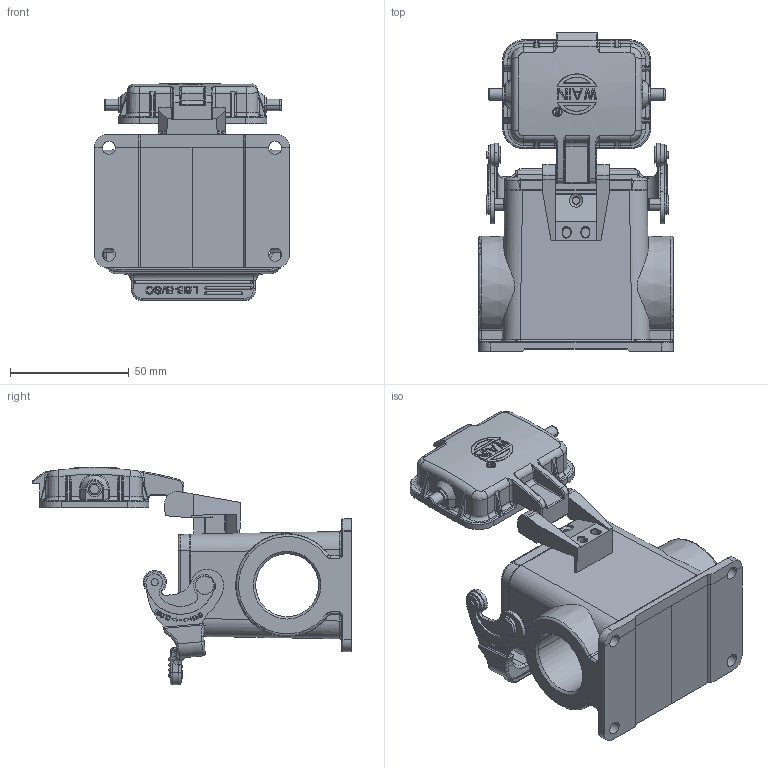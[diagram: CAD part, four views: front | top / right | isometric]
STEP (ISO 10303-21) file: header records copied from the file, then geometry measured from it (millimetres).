
FILE_DESCRIPTION(/* description */ (''),/* implementation_level */ '2;1');
FILE_NAME(/* name */ '3D_1120062218012_H6B-MSFH-1L_SC-MMCV-2PG21_V1.0.stp',/* time_stamp */ '2024-03-20T09:26:19+08:00',/* author */ (''),/* organization */ (''),/* preprocessor_version */ 'ST-DEVELOPER v18.1',/* originating_system */ 'SIEMENS PLM Software NX 1980',/* authorisation */ '');
FILE_SCHEMA (('AUTOMOTIVE_DESIGN { 1 0 10303 214 3 1 1 1 }'));
Products named in the file (1): 141335783262mheo
Bounding box: 82 x 134.27 x 91.72 mm (x, y, z)
Volume: 11230.3 mm3; surface area: 61680.5 mm2
Topology: 3 solids, 20 shells, 1829 faces, 4758 edges, 3036 vertices
Faces by surface type: cylinder 747, plane 667, torus 212, bspline 92, cone 55, extrusion 40, sphere 16
Full cylindrical faces by diameter (mm): 33 x2
Entity records: 65396 total; most frequent: CARTESIAN_POINT 23934, ORIENTED_EDGE 9318, DIRECTION 7399, EDGE_CURVE 4730, VERTEX_POINT 3032, AXIS2_PLACEMENT_3D 2778, EDGE_LOOP 1962, B_SPLINE_CURVE_WITH_KNOTS 1846
